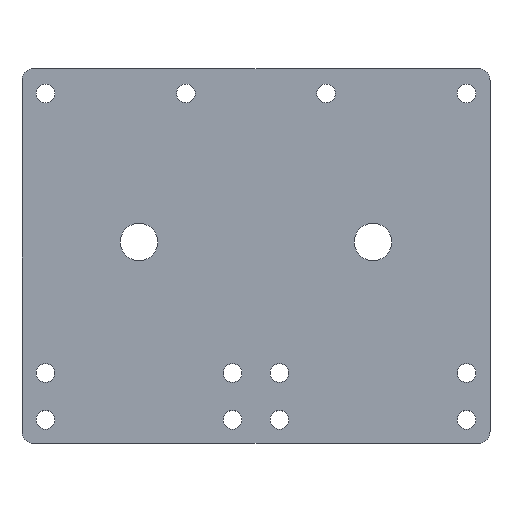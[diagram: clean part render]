
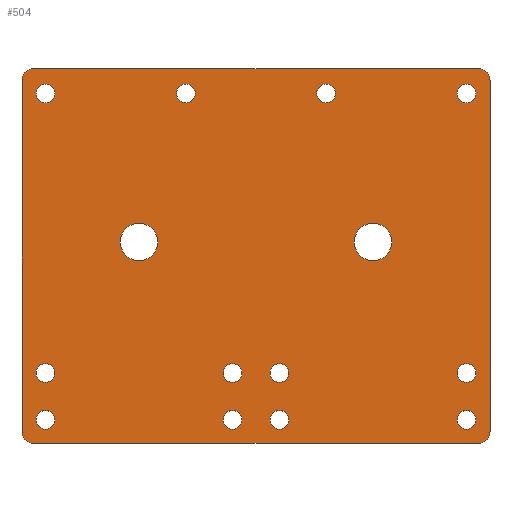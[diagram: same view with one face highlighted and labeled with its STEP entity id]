
A CAD part, top view. The second image highlights one B-rep face of the part: STEP entity #504.
In plain terms, the highlighted planar face has unit normal (0, 0, 1).
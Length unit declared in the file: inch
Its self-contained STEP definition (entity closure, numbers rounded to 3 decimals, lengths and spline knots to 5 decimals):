
#29=FACE_BOUND('',#111,.T.);
#30=FACE_BOUND('',#112,.T.);
#31=FACE_BOUND('',#113,.T.);
#32=FACE_BOUND('',#114,.T.);
#33=FACE_BOUND('',#115,.T.);
#34=FACE_BOUND('',#116,.T.);
#35=FACE_BOUND('',#117,.T.);
#36=FACE_BOUND('',#118,.T.);
#37=FACE_BOUND('',#119,.T.);
#38=FACE_BOUND('',#120,.T.);
#39=FACE_BOUND('',#121,.T.);
#40=FACE_BOUND('',#122,.T.);
#41=FACE_BOUND('',#123,.T.);
#42=FACE_BOUND('',#124,.T.);
#48=PLANE('',#586);
#72=FACE_OUTER_BOUND('',#110,.T.);
#110=EDGE_LOOP('',(#441,#442,#443,#444,#445,#446,#447,#448));
#111=EDGE_LOOP('',(#449));
#112=EDGE_LOOP('',(#450));
#113=EDGE_LOOP('',(#451));
#114=EDGE_LOOP('',(#452));
#115=EDGE_LOOP('',(#453));
#116=EDGE_LOOP('',(#454));
#117=EDGE_LOOP('',(#455));
#118=EDGE_LOOP('',(#456));
#119=EDGE_LOOP('',(#457));
#120=EDGE_LOOP('',(#458));
#121=EDGE_LOOP('',(#459));
#122=EDGE_LOOP('',(#460));
#123=EDGE_LOOP('',(#461));
#124=EDGE_LOOP('',(#462));
#129=LINE('',#754,#159);
#135=LINE('',#802,#165);
#138=LINE('',#810,#168);
#154=LINE('',#872,#184);
#159=VECTOR('',#601,0.3937);
#165=VECTOR('',#649,0.3937);
#168=VECTOR('',#658,0.3937);
#184=VECTOR('',#736,0.3937);
#185=CIRCLE('',#528,0.125);
#204=CIRCLE('',#550,0.125);
#205=CIRCLE('',#553,0.125);
#206=CIRCLE('',#556,0.125);
#207=CIRCLE('',#558,0.1);
#208=CIRCLE('',#560,0.1);
#209=CIRCLE('',#562,0.1);
#210=CIRCLE('',#564,0.1);
#211=CIRCLE('',#566,0.1);
#212=CIRCLE('',#568,0.2);
#213=CIRCLE('',#570,0.1);
#214=CIRCLE('',#572,0.1);
#215=CIRCLE('',#574,0.1);
#216=CIRCLE('',#576,0.1);
#217=CIRCLE('',#578,0.1);
#218=CIRCLE('',#580,0.1);
#219=CIRCLE('',#582,0.2);
#220=CIRCLE('',#584,0.1);
#221=VERTEX_POINT('',#741);
#222=VERTEX_POINT('',#742);
#226=VERTEX_POINT('',#752);
#246=VERTEX_POINT('',#796);
#247=VERTEX_POINT('',#800);
#248=VERTEX_POINT('',#804);
#249=VERTEX_POINT('',#808);
#250=VERTEX_POINT('',#812);
#251=VERTEX_POINT('',#816);
#252=VERTEX_POINT('',#820);
#253=VERTEX_POINT('',#824);
#254=VERTEX_POINT('',#828);
#255=VERTEX_POINT('',#832);
#256=VERTEX_POINT('',#836);
#257=VERTEX_POINT('',#840);
#258=VERTEX_POINT('',#844);
#259=VERTEX_POINT('',#848);
#260=VERTEX_POINT('',#852);
#261=VERTEX_POINT('',#856);
#262=VERTEX_POINT('',#860);
#263=VERTEX_POINT('',#864);
#264=VERTEX_POINT('',#868);
#265=EDGE_CURVE('',#221,#222,#185,.T.);
#271=EDGE_CURVE('',#221,#226,#129,.T.);
#292=EDGE_CURVE('',#246,#226,#204,.T.);
#295=EDGE_CURVE('',#246,#247,#135,.T.);
#296=EDGE_CURVE('',#248,#247,#205,.T.);
#299=EDGE_CURVE('',#248,#249,#138,.T.);
#300=EDGE_CURVE('',#250,#249,#206,.T.);
#302=EDGE_CURVE('',#251,#251,#207,.T.);
#304=EDGE_CURVE('',#252,#252,#208,.T.);
#306=EDGE_CURVE('',#253,#253,#209,.T.);
#308=EDGE_CURVE('',#254,#254,#210,.T.);
#310=EDGE_CURVE('',#255,#255,#211,.T.);
#312=EDGE_CURVE('',#256,#256,#212,.T.);
#314=EDGE_CURVE('',#257,#257,#213,.T.);
#316=EDGE_CURVE('',#258,#258,#214,.T.);
#318=EDGE_CURVE('',#259,#259,#215,.T.);
#320=EDGE_CURVE('',#260,#260,#216,.T.);
#322=EDGE_CURVE('',#261,#261,#217,.T.);
#324=EDGE_CURVE('',#262,#262,#218,.T.);
#326=EDGE_CURVE('',#263,#263,#219,.T.);
#328=EDGE_CURVE('',#264,#264,#220,.T.);
#330=EDGE_CURVE('',#250,#222,#154,.T.);
#441=ORIENTED_EDGE('',*,*,#265,.F.);
#442=ORIENTED_EDGE('',*,*,#271,.T.);
#443=ORIENTED_EDGE('',*,*,#292,.F.);
#444=ORIENTED_EDGE('',*,*,#295,.T.);
#445=ORIENTED_EDGE('',*,*,#296,.F.);
#446=ORIENTED_EDGE('',*,*,#299,.T.);
#447=ORIENTED_EDGE('',*,*,#300,.F.);
#448=ORIENTED_EDGE('',*,*,#330,.T.);
#449=ORIENTED_EDGE('',*,*,#302,.T.);
#450=ORIENTED_EDGE('',*,*,#304,.T.);
#451=ORIENTED_EDGE('',*,*,#306,.T.);
#452=ORIENTED_EDGE('',*,*,#308,.T.);
#453=ORIENTED_EDGE('',*,*,#310,.T.);
#454=ORIENTED_EDGE('',*,*,#312,.T.);
#455=ORIENTED_EDGE('',*,*,#314,.T.);
#456=ORIENTED_EDGE('',*,*,#316,.T.);
#457=ORIENTED_EDGE('',*,*,#318,.T.);
#458=ORIENTED_EDGE('',*,*,#320,.T.);
#459=ORIENTED_EDGE('',*,*,#322,.T.);
#460=ORIENTED_EDGE('',*,*,#324,.T.);
#461=ORIENTED_EDGE('',*,*,#326,.T.);
#462=ORIENTED_EDGE('',*,*,#328,.T.);
#504=ADVANCED_FACE('',(#72,#29,#30,#31,#32,#33,#34,#35,#36,#37,#38,#39,
#40,#41,#42),#48,.T.);
#528=AXIS2_PLACEMENT_3D('',#743,#591,#592);
#550=AXIS2_PLACEMENT_3D('',#797,#643,#644);
#553=AXIS2_PLACEMENT_3D('',#805,#652,#653);
#556=AXIS2_PLACEMENT_3D('',#813,#661,#662);
#558=AXIS2_PLACEMENT_3D('',#817,#666,#667);
#560=AXIS2_PLACEMENT_3D('',#821,#671,#672);
#562=AXIS2_PLACEMENT_3D('',#825,#676,#677);
#564=AXIS2_PLACEMENT_3D('',#829,#681,#682);
#566=AXIS2_PLACEMENT_3D('',#833,#686,#687);
#568=AXIS2_PLACEMENT_3D('',#837,#691,#692);
#570=AXIS2_PLACEMENT_3D('',#841,#696,#697);
#572=AXIS2_PLACEMENT_3D('',#845,#701,#702);
#574=AXIS2_PLACEMENT_3D('',#849,#706,#707);
#576=AXIS2_PLACEMENT_3D('',#853,#711,#712);
#578=AXIS2_PLACEMENT_3D('',#857,#716,#717);
#580=AXIS2_PLACEMENT_3D('',#861,#721,#722);
#582=AXIS2_PLACEMENT_3D('',#865,#726,#727);
#584=AXIS2_PLACEMENT_3D('',#869,#731,#732);
#586=AXIS2_PLACEMENT_3D('',#873,#737,#738);
#591=DIRECTION('center_axis',(0.,0.,-1.));
#592=DIRECTION('ref_axis',(-0.707,-0.707,0.));
#601=DIRECTION('',(1.,0.,0.));
#643=DIRECTION('center_axis',(0.,0.,-1.));
#644=DIRECTION('ref_axis',(0.707,-0.707,0.));
#649=DIRECTION('',(0.,1.,0.));
#652=DIRECTION('center_axis',(0.,0.,-1.));
#653=DIRECTION('ref_axis',(0.707,0.707,0.));
#658=DIRECTION('',(-1.,0.,0.));
#661=DIRECTION('center_axis',(0.,0.,-1.));
#662=DIRECTION('ref_axis',(-0.707,0.707,0.));
#666=DIRECTION('center_axis',(0.,0.,-1.));
#667=DIRECTION('ref_axis',(1.,0.,0.));
#671=DIRECTION('center_axis',(0.,0.,-1.));
#672=DIRECTION('ref_axis',(1.,0.,0.));
#676=DIRECTION('center_axis',(0.,0.,-1.));
#677=DIRECTION('ref_axis',(1.,0.,0.));
#681=DIRECTION('center_axis',(0.,0.,-1.));
#682=DIRECTION('ref_axis',(1.,0.,0.));
#686=DIRECTION('center_axis',(0.,0.,-1.));
#687=DIRECTION('ref_axis',(1.,0.,0.));
#691=DIRECTION('center_axis',(0.,0.,-1.));
#692=DIRECTION('ref_axis',(1.,0.,0.));
#696=DIRECTION('center_axis',(0.,0.,-1.));
#697=DIRECTION('ref_axis',(1.,0.,0.));
#701=DIRECTION('center_axis',(0.,0.,-1.));
#702=DIRECTION('ref_axis',(1.,0.,0.));
#706=DIRECTION('center_axis',(0.,0.,-1.));
#707=DIRECTION('ref_axis',(1.,0.,0.));
#711=DIRECTION('center_axis',(0.,0.,-1.));
#712=DIRECTION('ref_axis',(1.,0.,0.));
#716=DIRECTION('center_axis',(0.,0.,-1.));
#717=DIRECTION('ref_axis',(1.,0.,0.));
#721=DIRECTION('center_axis',(0.,0.,-1.));
#722=DIRECTION('ref_axis',(1.,0.,0.));
#726=DIRECTION('center_axis',(0.,0.,-1.));
#727=DIRECTION('ref_axis',(1.,0.,0.));
#731=DIRECTION('center_axis',(0.,0.,-1.));
#732=DIRECTION('ref_axis',(1.,0.,0.));
#736=DIRECTION('',(0.,-1.,0.));
#737=DIRECTION('center_axis',(0.,0.,1.));
#738=DIRECTION('ref_axis',(1.,0.,0.));
#741=CARTESIAN_POINT('',(-4.875,0.,0.0625));
#742=CARTESIAN_POINT('',(-5.,0.125,0.0625));
#743=CARTESIAN_POINT('Origin',(-4.875,0.125,0.0625));
#752=CARTESIAN_POINT('',(-0.125,0.,0.0625));
#754=CARTESIAN_POINT('',(-5.,0.,0.0625));
#796=CARTESIAN_POINT('',(0.,0.125,0.0625));
#797=CARTESIAN_POINT('Origin',(-0.125,0.125,0.0625));
#800=CARTESIAN_POINT('',(0.,3.875,0.0625));
#802=CARTESIAN_POINT('',(0.,0.,0.0625));
#804=CARTESIAN_POINT('',(-0.125,4.,0.0625));
#805=CARTESIAN_POINT('Origin',(-0.125,3.875,0.0625));
#808=CARTESIAN_POINT('',(-4.875,4.,0.0625));
#810=CARTESIAN_POINT('',(0.,4.,0.0625));
#812=CARTESIAN_POINT('',(-5.,3.875,0.0625));
#813=CARTESIAN_POINT('Origin',(-4.875,3.875,0.0625));
#816=CARTESIAN_POINT('',(-1.85,3.737,0.0625));
#817=CARTESIAN_POINT('Origin',(-1.75,3.737,0.0625));
#820=CARTESIAN_POINT('',(-0.35,0.75,0.0625));
#821=CARTESIAN_POINT('Origin',(-0.25,0.75,0.0625));
#824=CARTESIAN_POINT('',(-2.35,0.25,0.0625));
#825=CARTESIAN_POINT('Origin',(-2.25,0.25,0.0625));
#828=CARTESIAN_POINT('',(-4.85,0.25,0.0625));
#829=CARTESIAN_POINT('Origin',(-4.75,0.25,0.0625));
#832=CARTESIAN_POINT('',(-2.35,0.75,0.0625));
#833=CARTESIAN_POINT('Origin',(-2.25,0.75,0.0625));
#836=CARTESIAN_POINT('',(-1.45,2.15,0.0625));
#837=CARTESIAN_POINT('Origin',(-1.25,2.15,0.0625));
#840=CARTESIAN_POINT('',(-3.35,3.737,0.0625));
#841=CARTESIAN_POINT('Origin',(-3.25,3.737,0.0625));
#844=CARTESIAN_POINT('',(-0.35,3.737,0.0625));
#845=CARTESIAN_POINT('Origin',(-0.25,3.737,0.0625));
#848=CARTESIAN_POINT('',(-0.35,0.25,0.0625));
#849=CARTESIAN_POINT('Origin',(-0.25,0.25,0.0625));
#852=CARTESIAN_POINT('',(-2.85,0.25,0.0625));
#853=CARTESIAN_POINT('Origin',(-2.75,0.25,0.0625));
#856=CARTESIAN_POINT('',(-4.85,0.75,0.0625));
#857=CARTESIAN_POINT('Origin',(-4.75,0.75,0.0625));
#860=CARTESIAN_POINT('',(-2.85,0.75,0.0625));
#861=CARTESIAN_POINT('Origin',(-2.75,0.75,0.0625));
#864=CARTESIAN_POINT('',(-3.95,2.15,0.0625));
#865=CARTESIAN_POINT('Origin',(-3.75,2.15,0.0625));
#868=CARTESIAN_POINT('',(-4.85,3.737,0.0625));
#869=CARTESIAN_POINT('Origin',(-4.75,3.737,0.0625));
#872=CARTESIAN_POINT('',(-5.,4.,0.0625));
#873=CARTESIAN_POINT('Origin',(-2.5,2.,0.0625));
